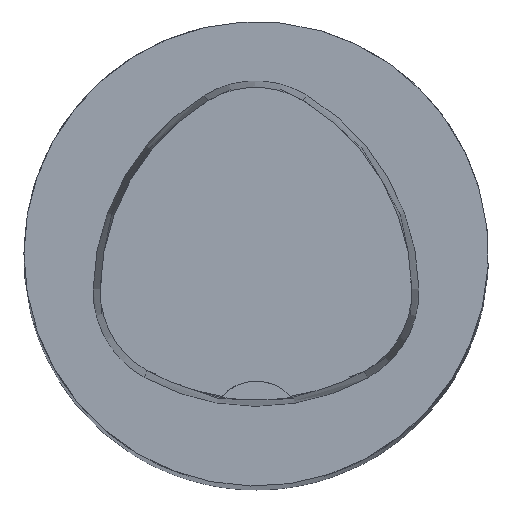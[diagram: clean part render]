
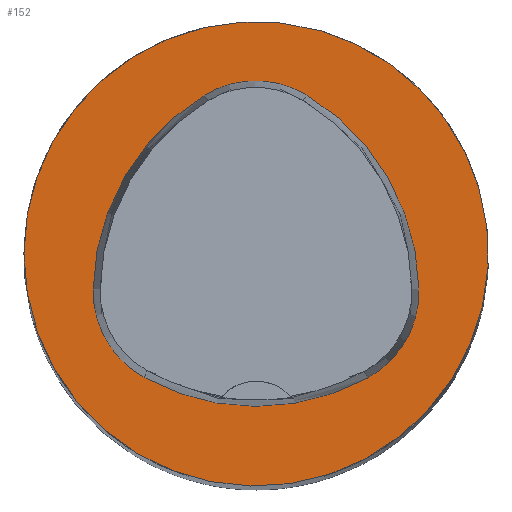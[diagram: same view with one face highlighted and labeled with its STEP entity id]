
A CAD part, top view. The second image highlights one B-rep face of the part: STEP entity #152.
In plain terms, the highlighted planar face has unit normal (0, 0, 1).
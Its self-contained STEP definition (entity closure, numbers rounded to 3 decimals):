
#55=CIRCLE('',#1284,20.);
#57=CIRCLE('',#1287,8.5);
#59=CIRCLE('',#1290,20.);
#61=CIRCLE('',#1293,8.5);
#65=CIRCLE('',#1298,20.);
#67=CIRCLE('',#1301,8.5);
#70=CIRCLE('',#1306,20.);
#128=FACE_BOUND('',#335,.T.);
#129=FACE_BOUND('',#336,.T.);
#152=ADVANCED_FACE('',(#128,#129),#215,.T.);
#215=PLANE('',#1307);
#335=EDGE_LOOP('',(#478,#479,#480,#481,#482,#483));
#336=EDGE_LOOP('',(#484));
#478=ORIENTED_EDGE('',*,*,#911,.T.);
#479=ORIENTED_EDGE('',*,*,#891,.T.);
#480=ORIENTED_EDGE('',*,*,#895,.T.);
#481=ORIENTED_EDGE('',*,*,#898,.T.);
#482=ORIENTED_EDGE('',*,*,#901,.T.);
#483=ORIENTED_EDGE('',*,*,#909,.T.);
#484=ORIENTED_EDGE('',*,*,#914,.F.);
#776=VERTEX_POINT('',#1802);
#777=VERTEX_POINT('',#1803);
#780=VERTEX_POINT('',#1811);
#782=VERTEX_POINT('',#1817);
#784=VERTEX_POINT('',#1823);
#791=VERTEX_POINT('',#1844);
#792=VERTEX_POINT('',#1854);
#891=EDGE_CURVE('',#776,#777,#55,.T.);
#895=EDGE_CURVE('',#777,#780,#57,.T.);
#898=EDGE_CURVE('',#780,#782,#59,.T.);
#901=EDGE_CURVE('',#782,#784,#61,.T.);
#909=EDGE_CURVE('',#784,#791,#65,.T.);
#911=EDGE_CURVE('',#791,#776,#67,.T.);
#914=EDGE_CURVE('',#792,#792,#70,.T.);
#1284=AXIS2_PLACEMENT_3D('',#1801,#1420,#1421);
#1287=AXIS2_PLACEMENT_3D('',#1810,#1428,#1429);
#1290=AXIS2_PLACEMENT_3D('',#1816,#1435,#1436);
#1293=AXIS2_PLACEMENT_3D('',#1822,#1442,#1443);
#1298=AXIS2_PLACEMENT_3D('',#1845,#1454,#1455);
#1301=AXIS2_PLACEMENT_3D('',#1848,#1460,#1461);
#1306=AXIS2_PLACEMENT_3D('',#1853,#1470,#1471);
#1307=AXIS2_PLACEMENT_3D('',#1855,#1472,#1473);
#1420=DIRECTION('',(0.,0.,-1.));
#1421=DIRECTION('',(-1.,0.,0.));
#1428=DIRECTION('',(0.,0.,-1.));
#1429=DIRECTION('',(-1.,0.,0.));
#1435=DIRECTION('',(0.,0.,-1.));
#1436=DIRECTION('',(-1.,0.,0.));
#1442=DIRECTION('',(0.,0.,-1.));
#1443=DIRECTION('',(-1.,0.,0.));
#1454=DIRECTION('',(0.,0.,-1.));
#1455=DIRECTION('',(-1.,0.,0.));
#1460=DIRECTION('',(0.,0.,-1.));
#1461=DIRECTION('',(-1.,0.,0.));
#1470=DIRECTION('',(0.,0.,-1.));
#1471=DIRECTION('',(-1.,0.,0.));
#1472=DIRECTION('',(0.,0.,1.));
#1473=DIRECTION('',(-1.,0.,0.));
#1801=CARTESIAN_POINT('',(5.955,-3.414,0.));
#1802=CARTESIAN_POINT('',(-14.041,-3.042,0.));
#1803=CARTESIAN_POINT('',(-4.472,13.653,0.));
#1810=CARTESIAN_POINT('',(-0.04,6.4,0.));
#1811=CARTESIAN_POINT('',(4.347,13.68,0.));
#1816=CARTESIAN_POINT('',(-5.976,-3.45,0.));
#1817=CARTESIAN_POINT('',(14.021,-3.075,0.));
#1822=CARTESIAN_POINT('',(5.522,-3.235,0.));
#1823=CARTESIAN_POINT('',(9.588,-10.699,0.));
#1844=CARTESIAN_POINT('',(-9.655,-10.639,0.));
#1845=CARTESIAN_POINT('',(0.022,6.864,0.));
#1848=CARTESIAN_POINT('',(-5.543,-3.2,0.));
#1853=CARTESIAN_POINT('',(0.,0.,0.));
#1854=CARTESIAN_POINT('',(-20.,0.,0.));
#1855=CARTESIAN_POINT('',(0.,0.,0.));
